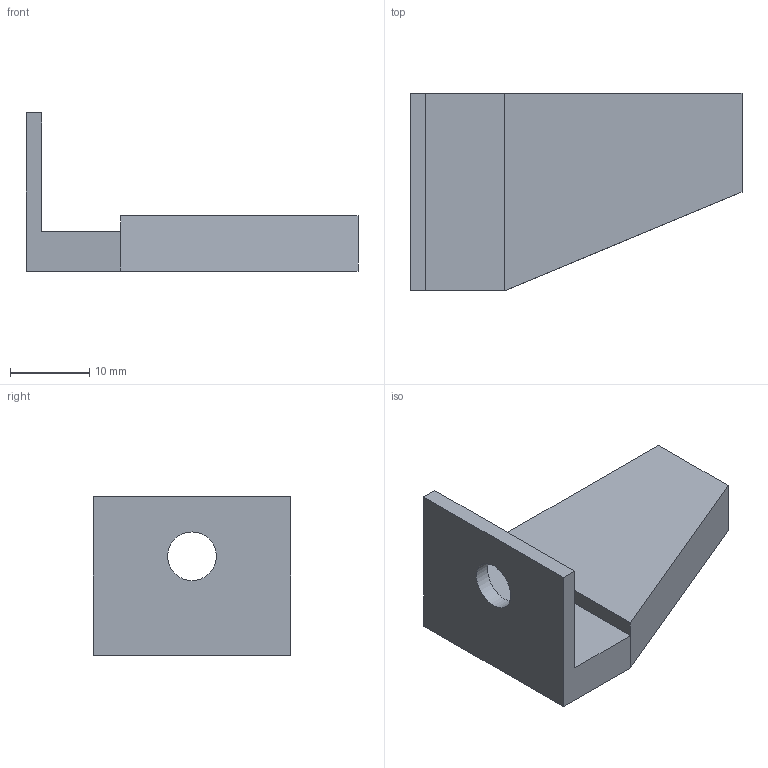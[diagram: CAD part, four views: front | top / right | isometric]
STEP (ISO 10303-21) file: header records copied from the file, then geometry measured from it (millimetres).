
FILE_DESCRIPTION(/* description */ (''),/* implementation_level */ '2;1');
FILE_NAME(/* name */ 'bute direction v4.step',/* time_stamp */ '2023-04-07T15:43:40+02:00',/* author */ (''),/* organization */ (''),/* preprocessor_version */ 'ST-DEVELOPER v19.2',/* originating_system */ 'Autodesk Translation Framework v12.4.0.73',/* authorisation */ '');
FILE_SCHEMA (('AUTOMOTIVE_DESIGN { 1 0 10303 214 3 1 1 }'));
Length unit declared in the file: millimetre
Products named in the file (1): bute direction
Bounding box: 42 x 25 x 20 mm (x, y, z)
Volume: 6128.1 mm3; surface area: 3334.2 mm2
Topology: 1 solids, 1 shells, 12 faces, 29 edges, 19 vertices
Faces by surface type: plane 11, cylinder 1
Full cylindrical faces by diameter (mm): 6.15 x1
Entity records: 384 total; most frequent: CARTESIAN_POINT 61, ORIENTED_EDGE 58, DIRECTION 57, EDGE_CURVE 29, LINE 27, VECTOR 27, VERTEX_POINT 19, AXIS2_PLACEMENT_3D 15
